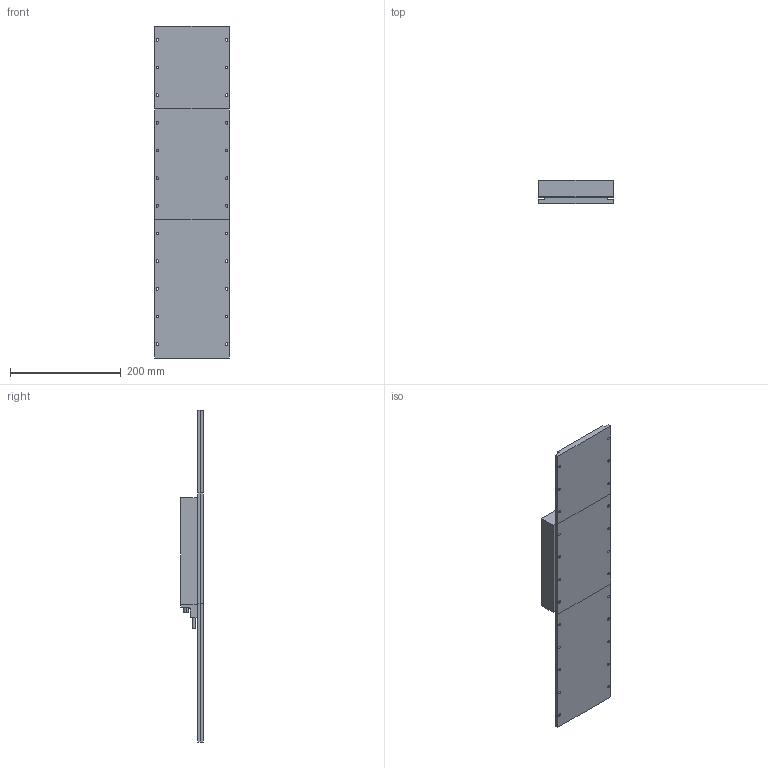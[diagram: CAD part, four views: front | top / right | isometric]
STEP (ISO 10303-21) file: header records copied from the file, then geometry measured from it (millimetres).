
FILE_DESCRIPTION (( 'STEP AP214' ), '1' );
FILE_NAME ('ZW3-H115-2-MNS-ZP-MODEL-A00.step', '2026-01-05T02:16:46', ( '' ), ( '' ), 'SwSTEP 2.0', 'SolidWorks 2020', '' );
FILE_SCHEMA (( 'AUTOMOTIVE_DESIGN' ));
Length unit declared in the file: millimetre
Products named in the file (6): ZW3-HALL-MODEL-A00; ZW3-H115-200MNS-MODEL-A00; ZW3-H115-2-MODEL-A00; ZW3-H115-250MNS-MODEL-A00; ZW3-H115-2-MNS-ZP-MODEL-A00; ZW3-H115-150MNS-MODEL-A00
Assembly tree (5 placements, depth 2):
  ZW3-H115-2-MNS-ZP-MODEL-A00
    ZW3-H115-200MNS-MODEL-A00
    ZW3-H115-150MNS-MODEL-A00
    ZW3-H115-250MNS-MODEL-A00
    ZW3-H115-2-MODEL-A00
    ZW3-HALL-MODEL-A00
Bounding box: 135 x 41.5 x 600 mm (x, y, z)
Volume: 1598804.9 mm3; surface area: 262394.4 mm2
Topology: 5 solids, 5 shells, 225 faces, 543 edges, 342 vertices
Faces by surface type: cylinder 131, plane 70, cone 24
Entity records: 7089 total; most frequent: DIRECTION 1247, CARTESIAN_POINT 1094, ORIENTED_EDGE 1038, EDGE_CURVE 519, AXIS2_PLACEMENT_3D 495, VERTEX_POINT 342, EDGE_LOOP 315, CIRCLE 262
